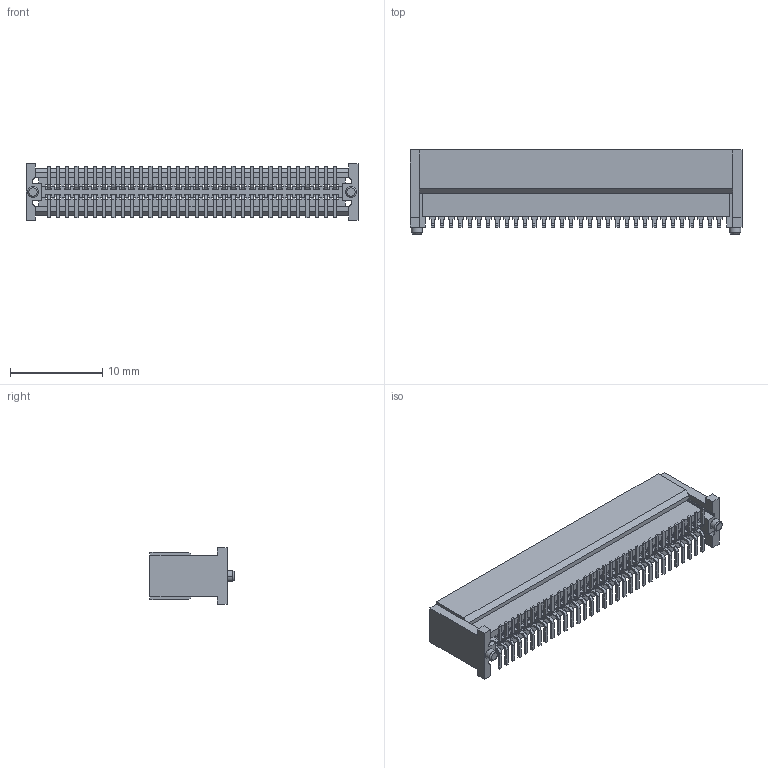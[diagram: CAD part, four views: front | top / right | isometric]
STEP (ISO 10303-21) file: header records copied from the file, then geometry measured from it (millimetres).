
FILE_DESCRIPTION((''),'2;1');
FILE_NAME('714362164','2015-11-26T',('gb'),(''),'PRO/ENGINEER BY PARAMETRIC TECHNOLOGY CORPORATION, 2011490','PRO/ENGINEER BY PARAMETRIC TECHNOLOGY CORPORATION, 2011490','');
FILE_SCHEMA(('CONFIG_CONTROL_DESIGN'));
Length unit declared in the file: millimetre
Products named in the file (1): 714362164
Bounding box: 35.9 x 9.1 x 6.1 mm (x, y, z)
Volume: 710.6 mm3; surface area: 2863.6 mm2
Topology: 65 solids, 65 shells, 1401 faces, 4442 edges, 3040 vertices
Faces by surface type: plane 1249, cylinder 144, cone 8
Entity records: 48169 total; most frequent: CARTESIAN_POINT 8684, ORIENTED_EDGE 8360, DIRECTION 7522, EDGE_CURVE 4180, VECTOR 4134, LINE 4134, VERTEX_POINT 2776, AXIS2_PLACEMENT_3D 1694
